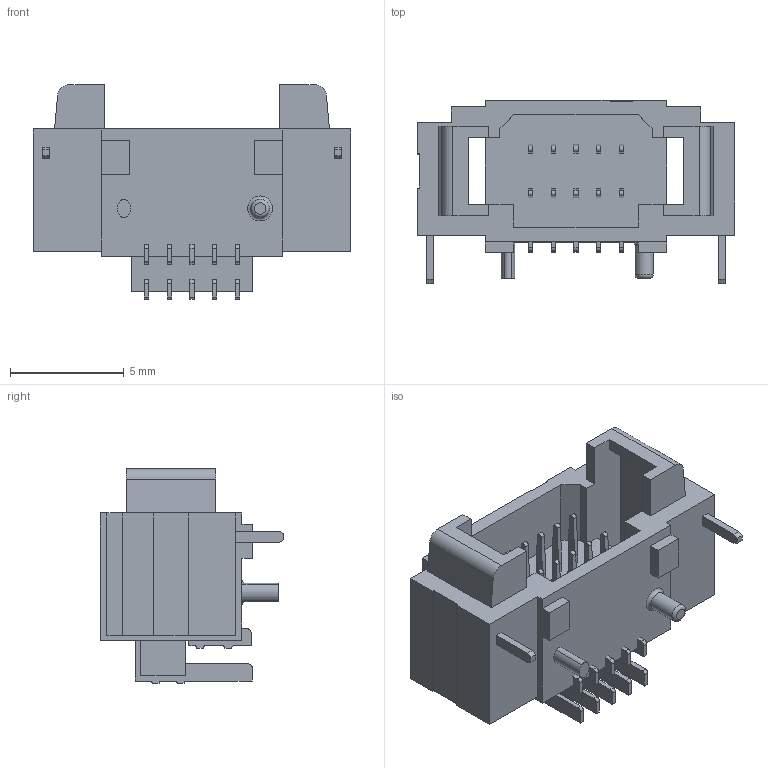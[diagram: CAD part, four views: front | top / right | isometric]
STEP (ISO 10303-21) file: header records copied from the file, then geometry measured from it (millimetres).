
FILE_DESCRIPTION(/* description */ ('STEP AP214'),/* implementation_level */ '2;1');
FILE_NAME(/* name */ 'T1M-05-GF-DH',/* time_stamp */ '2023-08-01T02:32:23+02:00',/* author */ ('License CC BY-ND 4.0'),/* organization */ ('CADENAS'),/* preprocessor_version */ 'ST-DEVELOPER v19.3',/* originating_system */ 'PARTsolutions',/* authorisation */ ' ');
FILE_SCHEMA (('AUTOMOTIVE_DESIGN {1 0 10303 214 3 1 1}'));
Length unit declared in the file: millimetre
Products named in the file (3): T1M-05-GF-DH; P2T1M-05-T-DH; T1T1M-05-T-DH
Assembly tree (2 placements, depth 2):
  T1M-05-GF-DH
    P2T1M-05-T-DH
    T1T1M-05-T-DH
Bounding box: 14 x 8.1 x 9.45 mm (x, y, z)
Volume: 347.9 mm3; surface area: 788.6 mm2
Topology: 2 solids, 2 shells, 320 faces, 916 edges, 610 vertices
Faces by surface type: plane 251, cylinder 67, torus 2
Full cylindrical faces by diameter (mm): 0.8 x1
Entity records: 11081 total; most frequent: CARTESIAN_POINT 1846, ORIENTED_EDGE 1826, DIRECTION 1695, EDGE_CURVE 913, LINE 777, VECTOR 777, VERTEX_POINT 610, AXIS2_PLACEMENT_3D 459
